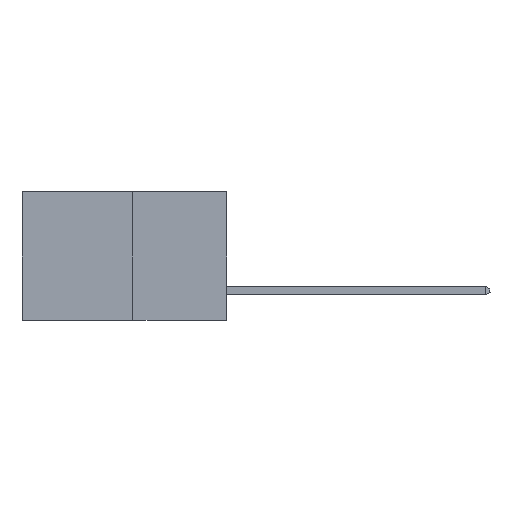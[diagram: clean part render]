
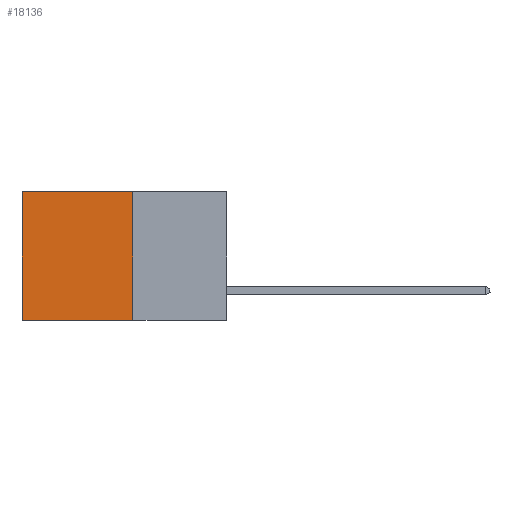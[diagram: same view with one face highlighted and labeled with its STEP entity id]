
A CAD part, left-side view. The second image highlights one B-rep face of the part: STEP entity #18136.
In plain terms, the highlighted planar face has unit normal (-1, 0, 0).
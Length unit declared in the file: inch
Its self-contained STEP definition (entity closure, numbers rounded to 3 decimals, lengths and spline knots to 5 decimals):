
#380 = VECTOR ( 'NONE', #5211, 39.37008 ) ;
#2534 = VECTOR ( 'NONE', #5801, 39.37008 ) ;
#2582 = CARTESIAN_POINT ( 'NONE',  ( 0.277, 0.27, -0.37 ) ) ;
#2800 = VERTEX_POINT ( 'NONE', #22695 ) ;
#3302 = LINE ( 'NONE', #18165, #2534 ) ;
#3407 = LINE ( 'NONE', #3459, #27332 ) ;
#3459 = CARTESIAN_POINT ( 'NONE',  ( 0.277, 0.27, 0. ) ) ;
#4205 = EDGE_LOOP ( 'NONE', ( #12932, #19663, #6404, #9891 ) ) ;
#5109 = DIRECTION ( 'NONE',  ( 0., 0., -1. ) ) ;
#5211 = DIRECTION ( 'NONE',  ( 0., 0., -1. ) ) ;
#5364 = EDGE_CURVE ( 'NONE', #6373, #31952, #3407, .T. ) ;
#5801 = DIRECTION ( 'NONE',  ( 0., 0., -1. ) ) ;
#6373 = VERTEX_POINT ( 'NONE', #15953 ) ;
#6404 = ORIENTED_EDGE ( 'NONE', *, *, #29494, .F. ) ;
#9287 = CARTESIAN_POINT ( 'NONE',  ( 0.277, 0.59, 0. ) ) ;
#9392 = VECTOR ( 'NONE', #29057, 39.37008 ) ;
#9891 = ORIENTED_EDGE ( 'NONE', *, *, #5364, .T. ) ;
#10969 = FACE_OUTER_BOUND ( 'NONE', #4205, .T. ) ;
#11501 = AXIS2_PLACEMENT_3D ( 'NONE', #2582, #19951, #5109 ) ;
#12093 = LINE ( 'NONE', #20050, #380 ) ;
#12932 = ORIENTED_EDGE ( 'NONE', *, *, #27087, .T. ) ;
#15953 = CARTESIAN_POINT ( 'NONE',  ( 0.277, 0.27, 0. ) ) ;
#15986 = LINE ( 'NONE', #21766, #9392 ) ;
#17278 = DIRECTION ( 'NONE',  ( 0., 1., 0. ) ) ;
#17898 = CARTESIAN_POINT ( 'NONE',  ( 0.277, 0.59, -0.37 ) ) ;
#18136 = ADVANCED_FACE ( 'NONE', ( #10969 ), #29625, .F. ) ;
#18165 = CARTESIAN_POINT ( 'NONE',  ( 0.277, 0.59, -0.37 ) ) ;
#19663 = ORIENTED_EDGE ( 'NONE', *, *, #30030, .F. ) ;
#19951 = DIRECTION ( 'NONE',  ( 1., 0., 0. ) ) ;
#20050 = CARTESIAN_POINT ( 'NONE',  ( 0.277, 0.27, -0.37 ) ) ;
#21766 = CARTESIAN_POINT ( 'NONE',  ( 0.277, 0.27, -0.37 ) ) ;
#22695 = CARTESIAN_POINT ( 'NONE',  ( 0.277, 0.27, -0.37 ) ) ;
#27087 = EDGE_CURVE ( 'NONE', #31952, #29601, #3302, .T. ) ;
#27332 = VECTOR ( 'NONE', #17278, 39.37008 ) ;
#29057 = DIRECTION ( 'NONE',  ( 0., 1., 0. ) ) ;
#29494 = EDGE_CURVE ( 'NONE', #6373, #2800, #12093, .T. ) ;
#29601 = VERTEX_POINT ( 'NONE', #17898 ) ;
#29625 = PLANE ( 'NONE',  #11501 ) ;
#30030 = EDGE_CURVE ( 'NONE', #2800, #29601, #15986, .T. ) ;
#31952 = VERTEX_POINT ( 'NONE', #9287 ) ;
